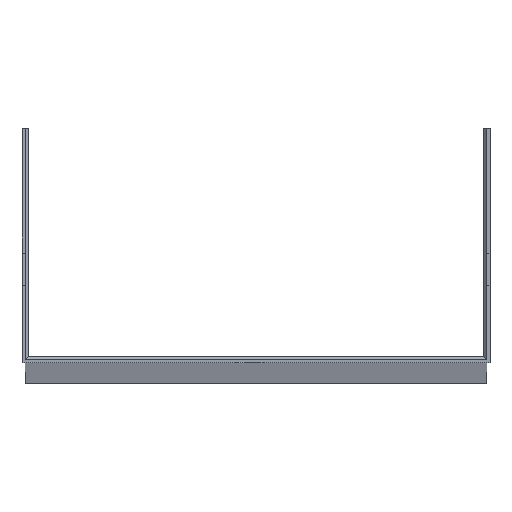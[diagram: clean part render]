
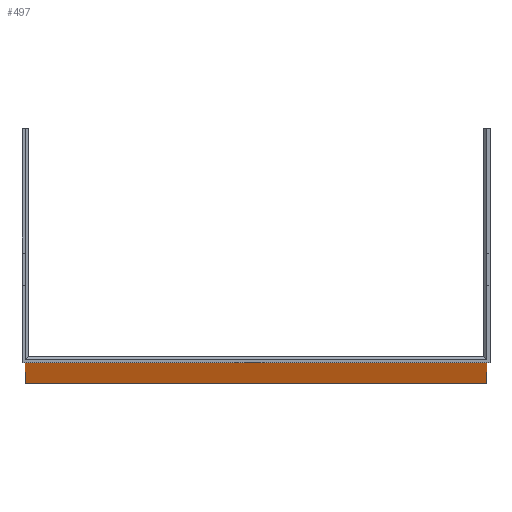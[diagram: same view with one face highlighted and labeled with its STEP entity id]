
A CAD part, top view. The second image highlights one B-rep face of the part: STEP entity #497.
In plain terms, the highlighted planar face has unit normal (0, -1, 0).
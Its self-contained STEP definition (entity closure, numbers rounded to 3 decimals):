
#54 = EDGE_LOOP ( 'NONE', ( #914, #913, #912, #911 ) ) ;
#75 = EDGE_LOOP ( 'NONE', ( #915 ) ) ;
#96 = VERTEX_POINT ( 'NONE', #1161 ) ;
#115 = VERTEX_POINT ( 'NONE', #1140 ) ;
#127 = VERTEX_POINT ( 'NONE', #1127 ) ;
#138 = VERTEX_POINT ( 'NONE', #1096 ) ;
#205 = DIRECTION ( 'NONE',  ( 0., 0., 1. ) ) ;
#207 = DIRECTION ( 'NONE',  ( 0., 1., 0. ) ) ;
#214 = PLANE ( 'NONE',  #353 ) ;
#216 = CARTESIAN_POINT ( 'NONE',  ( -50., 0., 2969. ) ) ;
#259 = DIRECTION ( 'NONE',  ( 0., 0., -1. ) ) ;
#268 = CARTESIAN_POINT ( 'NONE',  ( -50., 0., 2969. ) ) ;
#343 = EDGE_CURVE ( 'NONE', #115, #138, #707, .T. ) ;
#344 = EDGE_CURVE ( 'NONE', #638, #638, #703, .T. ) ;
#353 = AXIS2_PLACEMENT_3D ( 'NONE', #216, #207, #205 ) ;
#379 = EDGE_CURVE ( 'NONE', #96, #127, #704, .T. ) ;
#380 = AXIS2_PLACEMENT_3D ( 'NONE', #1276, #1275, #1273 ) ;
#393 = EDGE_CURVE ( 'NONE', #138, #127, #726, .T. ) ;
#471 = EDGE_CURVE ( 'NONE', #115, #96, #575, .T. ) ;
#497 = ADVANCED_FACE ( 'NONE', ( #594, #599 ), #214, .F. ) ;
#575 = LINE ( 'NONE', #268, #577 ) ;
#577 = VECTOR ( 'NONE', #259, 1000. ) ;
#594 = FACE_BOUND ( 'NONE', #75, .T. ) ;
#599 = FACE_OUTER_BOUND ( 'NONE', #54, .T. ) ;
#638 = VERTEX_POINT ( 'NONE', #1286 ) ;
#703 = CIRCLE ( 'NONE', #380, 3.5 ) ;
#704 = LINE ( 'NONE', #1279, #709 ) ;
#705 = VECTOR ( 'NONE', #1084, 1000. ) ;
#707 = LINE ( 'NONE', #1088, #705 ) ;
#709 = VECTOR ( 'NONE', #1269, 1000. ) ;
#726 = LINE ( 'NONE', #1234, #733 ) ;
#733 = VECTOR ( 'NONE', #1223, 1000. ) ;
#911 = ORIENTED_EDGE ( 'NONE', *, *, #379, .T. ) ;
#912 = ORIENTED_EDGE ( 'NONE', *, *, #471, .T. ) ;
#913 = ORIENTED_EDGE ( 'NONE', *, *, #343, .F. ) ;
#914 = ORIENTED_EDGE ( 'NONE', *, *, #393, .F. ) ;
#915 = ORIENTED_EDGE ( 'NONE', *, *, #344, .F. ) ;
#1084 = DIRECTION ( 'NONE',  ( 1., 0., 0. ) ) ;
#1088 = CARTESIAN_POINT ( 'NONE',  ( -50., 0., 2968. ) ) ;
#1096 = CARTESIAN_POINT ( 'NONE',  ( 50., 0., 2968. ) ) ;
#1127 = CARTESIAN_POINT ( 'NONE',  ( 50., 0., 0. ) ) ;
#1140 = CARTESIAN_POINT ( 'NONE',  ( -50., 0., 2968. ) ) ;
#1161 = CARTESIAN_POINT ( 'NONE',  ( -50., 0., 0. ) ) ;
#1223 = DIRECTION ( 'NONE',  ( 0., 0., -1. ) ) ;
#1234 = CARTESIAN_POINT ( 'NONE',  ( 50., 0., 2969. ) ) ;
#1269 = DIRECTION ( 'NONE',  ( 1., 0., 0. ) ) ;
#1273 = DIRECTION ( 'NONE',  ( 0., 0., 1. ) ) ;
#1275 = DIRECTION ( 'NONE',  ( 0., -1., 0. ) ) ;
#1276 = CARTESIAN_POINT ( 'NONE',  ( 0., 0., 15. ) ) ;
#1279 = CARTESIAN_POINT ( 'NONE',  ( -50., 0., 0. ) ) ;
#1286 = CARTESIAN_POINT ( 'NONE',  ( 0., 0., 18.5 ) ) ;
